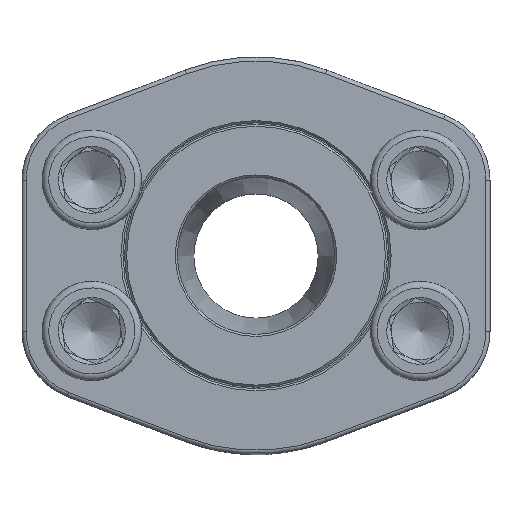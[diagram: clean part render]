
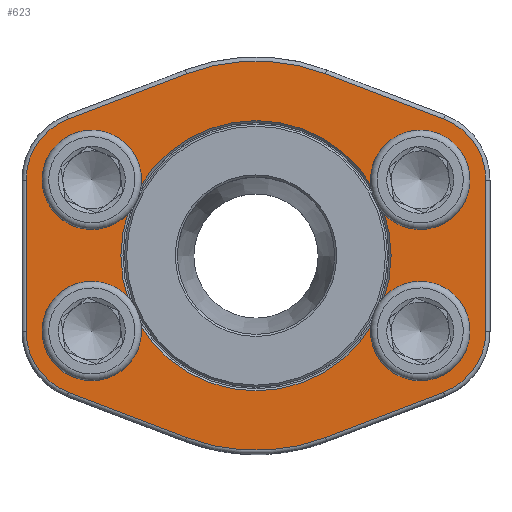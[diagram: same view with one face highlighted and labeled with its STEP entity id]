
A CAD part, top view. The second image highlights one B-rep face of the part: STEP entity #623.
In plain terms, the highlighted face is planar.
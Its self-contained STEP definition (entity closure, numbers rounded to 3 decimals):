
#219=LINE('',#3602,#279);
#220=LINE('',#3607,#280);
#221=LINE('',#3611,#281);
#222=LINE('',#3615,#282);
#223=LINE('',#3619,#283);
#224=LINE('',#3623,#284);
#279=VECTOR('',#2815,1.);
#280=VECTOR('',#2818,1.);
#281=VECTOR('',#2821,1.);
#282=VECTOR('',#2824,1.);
#283=VECTOR('',#2827,1.);
#284=VECTOR('',#2830,1.);
#512=FACE_BOUND('',#937,.T.);
#513=FACE_BOUND('',#938,.T.);
#514=FACE_BOUND('',#939,.T.);
#515=FACE_BOUND('',#940,.T.);
#516=FACE_BOUND('',#941,.T.);
#517=FACE_BOUND('',#942,.T.);
#623=ADVANCED_FACE('',(#512,#513,#514,#515,#516,#517),#739,.T.);
#739=PLANE('',#2345);
#937=EDGE_LOOP('',(#1257,#1258,#1259,#1260,#1261,#1262,#1263,#1264,#1265,
#1266,#1267,#1268));
#938=EDGE_LOOP('',(#1269));
#939=EDGE_LOOP('',(#1270));
#940=EDGE_LOOP('',(#1271));
#941=EDGE_LOOP('',(#1272));
#942=EDGE_LOOP('',(#1273));
#1257=ORIENTED_EDGE('',*,*,#1908,.T.);
#1258=ORIENTED_EDGE('',*,*,#1909,.T.);
#1259=ORIENTED_EDGE('',*,*,#1910,.T.);
#1260=ORIENTED_EDGE('',*,*,#1911,.T.);
#1261=ORIENTED_EDGE('',*,*,#1912,.T.);
#1262=ORIENTED_EDGE('',*,*,#1913,.T.);
#1263=ORIENTED_EDGE('',*,*,#1914,.T.);
#1264=ORIENTED_EDGE('',*,*,#1915,.T.);
#1265=ORIENTED_EDGE('',*,*,#1916,.T.);
#1266=ORIENTED_EDGE('',*,*,#1917,.T.);
#1267=ORIENTED_EDGE('',*,*,#1918,.T.);
#1268=ORIENTED_EDGE('',*,*,#1919,.T.);
#1269=ORIENTED_EDGE('',*,*,#1920,.T.);
#1270=ORIENTED_EDGE('',*,*,#1921,.T.);
#1271=ORIENTED_EDGE('',*,*,#1922,.T.);
#1272=ORIENTED_EDGE('',*,*,#1923,.T.);
#1273=ORIENTED_EDGE('',*,*,#1924,.T.);
#1705=VERTEX_POINT('',#3603);
#1706=VERTEX_POINT('',#3604);
#1707=VERTEX_POINT('',#3606);
#1708=VERTEX_POINT('',#3608);
#1709=VERTEX_POINT('',#3610);
#1710=VERTEX_POINT('',#3612);
#1711=VERTEX_POINT('',#3614);
#1712=VERTEX_POINT('',#3616);
#1713=VERTEX_POINT('',#3618);
#1714=VERTEX_POINT('',#3620);
#1715=VERTEX_POINT('',#3622);
#1716=VERTEX_POINT('',#3624);
#1717=VERTEX_POINT('',#3627);
#1718=VERTEX_POINT('',#3629);
#1719=VERTEX_POINT('',#3631);
#1720=VERTEX_POINT('',#3633);
#1721=VERTEX_POINT('',#3635);
#1908=EDGE_CURVE('',#1705,#1706,#219,.T.);
#1909=EDGE_CURVE('',#1706,#1707,#2118,.T.);
#1910=EDGE_CURVE('',#1707,#1708,#220,.T.);
#1911=EDGE_CURVE('',#1708,#1709,#2119,.T.);
#1912=EDGE_CURVE('',#1709,#1710,#221,.T.);
#1913=EDGE_CURVE('',#1710,#1711,#2120,.T.);
#1914=EDGE_CURVE('',#1711,#1712,#222,.T.);
#1915=EDGE_CURVE('',#1712,#1713,#2121,.T.);
#1916=EDGE_CURVE('',#1713,#1714,#223,.T.);
#1917=EDGE_CURVE('',#1714,#1715,#2122,.T.);
#1918=EDGE_CURVE('',#1715,#1716,#224,.T.);
#1919=EDGE_CURVE('',#1716,#1705,#2123,.T.);
#1920=EDGE_CURVE('',#1717,#1717,#2124,.T.);
#1921=EDGE_CURVE('',#1718,#1718,#2125,.T.);
#1922=EDGE_CURVE('',#1719,#1719,#2126,.T.);
#1923=EDGE_CURVE('',#1720,#1720,#2127,.T.);
#1924=EDGE_CURVE('',#1721,#1721,#2128,.T.);
#2118=CIRCLE('',#2334,15.8);
#2119=CIRCLE('',#2335,15.8);
#2120=CIRCLE('',#2336,47.);
#2121=CIRCLE('',#2337,15.8);
#2122=CIRCLE('',#2338,15.8);
#2123=CIRCLE('',#2339,47.);
#2124=CIRCLE('',#2340,32.625);
#2125=CIRCLE('',#2341,9.6);
#2126=CIRCLE('',#2342,9.6);
#2127=CIRCLE('',#2343,9.6);
#2128=CIRCLE('',#2344,9.6);
#2334=AXIS2_PLACEMENT_3D('',#3605,#2816,#2817);
#2335=AXIS2_PLACEMENT_3D('',#3609,#2819,#2820);
#2336=AXIS2_PLACEMENT_3D('',#3613,#2822,#2823);
#2337=AXIS2_PLACEMENT_3D('',#3617,#2825,#2826);
#2338=AXIS2_PLACEMENT_3D('',#3621,#2828,#2829);
#2339=AXIS2_PLACEMENT_3D('',#3625,#2831,#2832);
#2340=AXIS2_PLACEMENT_3D('',#3626,#2833,#2834);
#2341=AXIS2_PLACEMENT_3D('',#3628,#2835,#2836);
#2342=AXIS2_PLACEMENT_3D('',#3630,#2837,#2838);
#2343=AXIS2_PLACEMENT_3D('',#3632,#2839,#2840);
#2344=AXIS2_PLACEMENT_3D('',#3634,#2841,#2842);
#2345=AXIS2_PLACEMENT_3D('',#3636,#2843,#2844);
#2815=DIRECTION('',(-0.934,0.356,0.));
#2816=DIRECTION('',(0.,0.,-1.));
#2817=DIRECTION('',(-1.,0.,0.));
#2818=DIRECTION('',(0.,1.,0.));
#2819=DIRECTION('',(0.,0.,-1.));
#2820=DIRECTION('',(-1.,0.,0.));
#2821=DIRECTION('',(0.934,0.356,0.));
#2822=DIRECTION('',(0.,0.,-1.));
#2823=DIRECTION('',(-1.,0.,0.));
#2824=DIRECTION('',(0.934,-0.356,0.));
#2825=DIRECTION('',(0.,0.,-1.));
#2826=DIRECTION('',(-1.,0.,0.));
#2827=DIRECTION('',(0.,-1.,0.));
#2828=DIRECTION('',(0.,0.,-1.));
#2829=DIRECTION('',(-1.,0.,0.));
#2830=DIRECTION('',(-0.934,-0.356,0.));
#2831=DIRECTION('',(0.,0.,-1.));
#2832=DIRECTION('',(-1.,0.,0.));
#2833=DIRECTION('',(0.,0.,1.));
#2834=DIRECTION('',(-1.,0.,0.));
#2835=DIRECTION('',(0.,0.,1.));
#2836=DIRECTION('',(-1.,0.,0.));
#2837=DIRECTION('',(0.,0.,1.));
#2838=DIRECTION('',(-1.,0.,0.));
#2839=DIRECTION('',(0.,0.,1.));
#2840=DIRECTION('',(-1.,0.,0.));
#2841=DIRECTION('',(0.,0.,1.));
#2842=DIRECTION('',(-1.,0.,0.));
#2843=DIRECTION('',(0.,0.,-1.));
#2844=DIRECTION('',(-1.,0.,0.));
#3602=CARTESIAN_POINT('',(23.985,-59.451,0.));
#3603=CARTESIAN_POINT('',(-16.75,-43.914,0.));
#3604=CARTESIAN_POINT('',(-45.331,-33.013,0.));
#3605=CARTESIAN_POINT('',(-39.7,-18.25,0.));
#3606=CARTESIAN_POINT('',(-55.5,-18.25,0.));
#3607=CARTESIAN_POINT('',(-55.5,-18.25,0.));
#3608=CARTESIAN_POINT('',(-55.5,18.25,0.));
#3609=CARTESIAN_POINT('',(-39.7,18.25,0.));
#3610=CARTESIAN_POINT('',(-45.331,33.013,0.));
#3611=CARTESIAN_POINT('',(11.831,54.815,0.));
#3612=CARTESIAN_POINT('',(-16.75,43.914,0.));
#3613=CARTESIAN_POINT('',(0.,0.,0.));
#3614=CARTESIAN_POINT('',(16.75,43.914,0.));
#3615=CARTESIAN_POINT('',(57.485,28.377,0.));
#3616=CARTESIAN_POINT('',(45.331,33.013,0.));
#3617=CARTESIAN_POINT('',(39.7,18.25,0.));
#3618=CARTESIAN_POINT('',(55.5,18.25,0.));
#3619=CARTESIAN_POINT('',(55.5,-18.25,0.));
#3620=CARTESIAN_POINT('',(55.5,-18.25,0.));
#3621=CARTESIAN_POINT('',(39.7,-18.25,0.));
#3622=CARTESIAN_POINT('',(45.331,-33.013,0.));
#3623=CARTESIAN_POINT('',(45.331,-33.013,0.));
#3624=CARTESIAN_POINT('',(16.75,-43.914,0.));
#3625=CARTESIAN_POINT('',(0.,0.,0.));
#3626=CARTESIAN_POINT('',(0.,0.,0.));
#3627=CARTESIAN_POINT('',(-32.625,0.,0.));
#3628=CARTESIAN_POINT('',(-39.7,-18.25,0.));
#3629=CARTESIAN_POINT('',(-49.3,-18.25,0.));
#3630=CARTESIAN_POINT('',(-39.7,18.25,0.));
#3631=CARTESIAN_POINT('',(-49.3,18.25,0.));
#3632=CARTESIAN_POINT('',(39.7,-18.25,0.));
#3633=CARTESIAN_POINT('',(30.1,-18.25,0.));
#3634=CARTESIAN_POINT('',(39.7,18.25,0.));
#3635=CARTESIAN_POINT('',(30.1,18.25,0.));
#3636=CARTESIAN_POINT('',(39.7,-18.25,0.));
